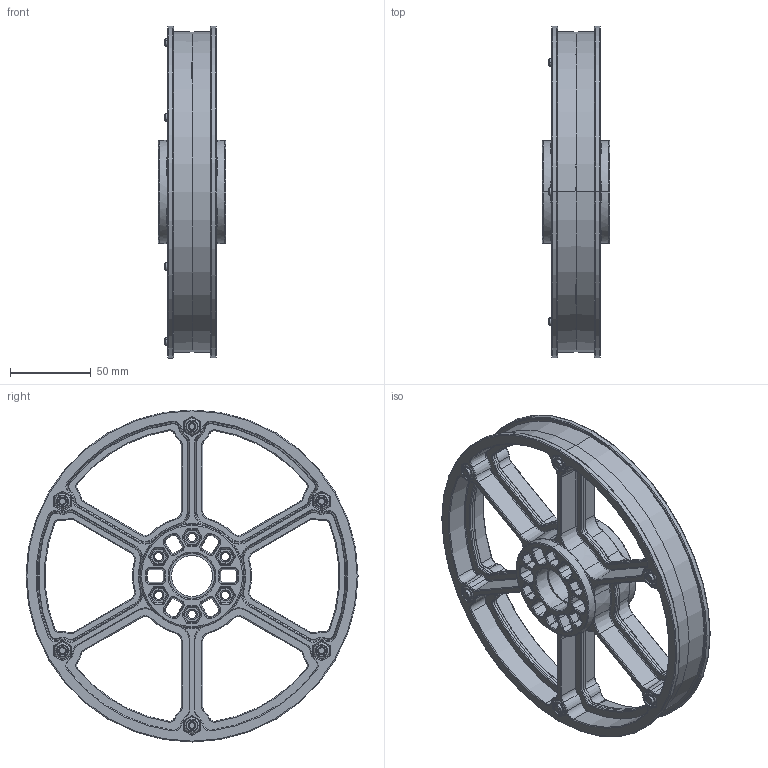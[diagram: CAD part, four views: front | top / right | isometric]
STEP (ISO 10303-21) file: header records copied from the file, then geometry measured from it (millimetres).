
FILE_DESCRIPTION (( 'STEP AP203' ), '1' );
FILE_NAME ('am-0512 8 Plaction No Tread.STEP', '2021-06-14T18:23:36', ( '' ), ( '' ), 'SwSTEP 2.0', 'SolidWorks 2021', '' );
FILE_SCHEMA (( 'CONFIG_CONTROL_DESIGN' ));
Length unit declared in the file: inch
Products named in the file (4): am-0512 8 Plaction No Tread; SHCS 10-32 x 1; 8 Modular Half; 10-32 Nylock Nut
Assembly tree (14 placements, depth 2):
  am-0512 8 Plaction No Tread
    8 Modular Half  x2
    10-32 Nylock Nut  x6
    SHCS 10-32 x 1  x6
Bounding box: 41.66 x 205.23 x 205.23 mm (x, y, z)
Volume: 242128.1 mm3; surface area: 149778.4 mm2
Topology: 14 solids, 14 shells, 2588 faces, 5908 edges, 3406 vertices
Faces by surface type: cylinder 816, torus 606, plane 426, bspline 288, cone 284, sphere 168
Entity records: 36262 total; most frequent: CARTESIAN_POINT 8568, DIRECTION 6270, ORIENTED_EDGE 5460, EDGE_CURVE 2730, AXIS2_PLACEMENT_3D 2693, CIRCLE 1608, VERTEX_POINT 1571, EDGE_LOOP 1267
